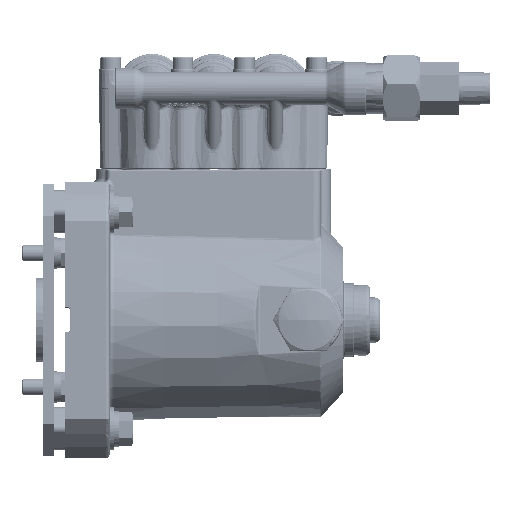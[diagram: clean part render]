
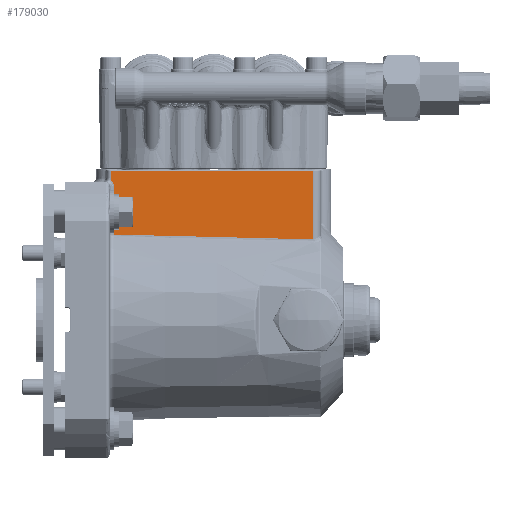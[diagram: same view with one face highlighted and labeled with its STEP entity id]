
A CAD part, front view. The second image highlights one B-rep face of the part: STEP entity #179030.
In plain terms, the highlighted planar face has unit normal (0, -1, 0).
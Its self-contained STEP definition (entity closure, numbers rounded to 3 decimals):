
#3633 = EDGE_CURVE ( 'NONE', #108367, #84320, #22332, .T. ) ;
#4876 = CARTESIAN_POINT ( 'NONE',  ( 0.914, -1.083, 2.617 ) ) ;
#6632 = CARTESIAN_POINT ( 'NONE',  ( 0.866, -1.083, 2.681 ) ) ;
#7336 = FACE_OUTER_BOUND ( 'NONE', #166845, .T. ) ;
#13812 = PLANE ( 'NONE',  #55513 ) ;
#19238 = EDGE_CURVE ( 'NONE', #84320, #65184, #77403, .T. ) ;
#20370 = CARTESIAN_POINT ( 'NONE',  ( 0.898, -1.083, 2.648 ) ) ;
#22332 = B_SPLINE_CURVE_WITH_KNOTS ( 'NONE', 3,
 ( #66090, #172889, #173562, #81571, #189005, #97051, #4876, #112420, #20370, #127828, #35841, #143239 ),
 .UNSPECIFIED., .F., .F.,
 ( 4, 2, 2, 2, 2, 4 ),
 ( 0., 0., 0.001, 0.002, 0.003, 0.004 ),
 .UNSPECIFIED. ) ;
#24620 = CARTESIAN_POINT ( 'NONE',  ( 0.866, -1.083, 2.854 ) ) ;
#29386 = DIRECTION ( 'NONE',  ( 0., 0., 1. ) ) ;
#35174 = CARTESIAN_POINT ( 'NONE',  ( 4.724, -1.083, 1.544 ) ) ;
#35841 = CARTESIAN_POINT ( 'NONE',  ( 0.875, -1.083, 2.674 ) ) ;
#42543 = ORIENTED_EDGE ( 'NONE', *, *, #158168, .F. ) ;
#53992 = VECTOR ( 'NONE', #167179, 39.37 ) ;
#55004 = ORIENTED_EDGE ( 'NONE', *, *, #184668, .F. ) ;
#55513 = AXIS2_PLACEMENT_3D ( 'NONE', #90558, #121395, #29386 ) ;
#64082 = CARTESIAN_POINT ( 'NONE',  ( 0.866, -1.083, -19685.039 ) ) ;
#64476 = VECTOR ( 'NONE', #87347, 39.37 ) ;
#65184 = VERTEX_POINT ( 'NONE', #24620 ) ;
#66022 = ORIENTED_EDGE ( 'NONE', *, *, #127531, .F. ) ;
#66076 = CARTESIAN_POINT ( 'NONE',  ( 2.192, -1.083, 1.606 ) ) ;
#66090 = CARTESIAN_POINT ( 'NONE',  ( 0.925, -1.083, 2.559 ) ) ;
#66807 = LINE ( 'NONE', #103054, #184616 ) ;
#68868 = CARTESIAN_POINT ( 'NONE',  ( 4.724, -1.083, 2.854 ) ) ;
#75918 = CARTESIAN_POINT ( 'NONE',  ( 0.925, -1.083, 2.638 ) ) ;
#77403 = LINE ( 'NONE', #64082, #159052 ) ;
#81571 = CARTESIAN_POINT ( 'NONE',  ( 0.923, -1.083, 2.582 ) ) ;
#84320 = VERTEX_POINT ( 'NONE', #6632 ) ;
#87347 = DIRECTION ( 'NONE',  ( 1., 0., 0. ) ) ;
#90558 = CARTESIAN_POINT ( 'NONE',  ( 0.787, -1.083, -19685.039 ) ) ;
#97051 = CARTESIAN_POINT ( 'NONE',  ( 0.918, -1.083, 2.605 ) ) ;
#97370 = CARTESIAN_POINT ( 'NONE',  ( 0.925, -1.083, 2.559 ) ) ;
#103054 = CARTESIAN_POINT ( 'NONE',  ( 4.724, -1.083, -19685.039 ) ) ;
#108367 = VERTEX_POINT ( 'NONE', #97370 ) ;
#112025 = EDGE_CURVE ( 'NONE', #129647, #170979, #127560, .T. ) ;
#112420 = CARTESIAN_POINT ( 'NONE',  ( 0.904, -1.083, 2.638 ) ) ;
#121395 = DIRECTION ( 'NONE',  ( 0., -1., 0. ) ) ;
#127135 = CARTESIAN_POINT ( 'NONE',  ( 3.458, -1.083, 1.575 ) ) ;
#127531 = EDGE_CURVE ( 'NONE', #170979, #108367, #176618, .T. ) ;
#127560 = B_SPLINE_CURVE_WITH_KNOTS ( 'NONE', 3,
 ( #35174, #127135, #66076, #173543 ),
 .UNSPECIFIED., .F., .F.,
 ( 4, 4 ),
 ( 0., 0.097 ),
 .UNSPECIFIED. ) ;
#127828 = CARTESIAN_POINT ( 'NONE',  ( 0.883, -1.083, 2.666 ) ) ;
#129647 = VERTEX_POINT ( 'NONE', #135816 ) ;
#135816 = CARTESIAN_POINT ( 'NONE',  ( 4.724, -1.083, 1.544 ) ) ;
#143239 = CARTESIAN_POINT ( 'NONE',  ( 0.866, -1.083, 2.681 ) ) ;
#149019 = CARTESIAN_POINT ( 'NONE',  ( 0.787, -1.083, 2.854 ) ) ;
#149469 = CARTESIAN_POINT ( 'NONE',  ( 0.925, -1.083, 1.636 ) ) ;
#150957 = LINE ( 'NONE', #149019, #64476 ) ;
#152410 = ORIENTED_EDGE ( 'NONE', *, *, #19238, .F. ) ;
#156080 = DIRECTION ( 'NONE',  ( 0., 0., 1. ) ) ;
#158168 = EDGE_CURVE ( 'NONE', #187793, #129647, #66807, .T. ) ;
#159052 = VECTOR ( 'NONE', #156080, 39.37 ) ;
#166845 = EDGE_LOOP ( 'NONE', ( #152410, #181973, #66022, #186474, #42543, #55004 ) ) ;
#167179 = DIRECTION ( 'NONE',  ( 0., 0., 1. ) ) ;
#170979 = VERTEX_POINT ( 'NONE', #149469 ) ;
#172889 = CARTESIAN_POINT ( 'NONE',  ( 0.925, -1.083, 2.565 ) ) ;
#173543 = CARTESIAN_POINT ( 'NONE',  ( 0.925, -1.083, 1.636 ) ) ;
#173562 = CARTESIAN_POINT ( 'NONE',  ( 0.925, -1.083, 2.571 ) ) ;
#176618 = LINE ( 'NONE', #75918, #53992 ) ;
#179030 = ADVANCED_FACE ( 'NONE', ( #7336 ), #13812, .T. ) ;
#181973 = ORIENTED_EDGE ( 'NONE', *, *, #3633, .F. ) ;
#184616 = VECTOR ( 'NONE', #194957, 39.37 ) ;
#184668 = EDGE_CURVE ( 'NONE', #65184, #187793, #150957, .T. ) ;
#186474 = ORIENTED_EDGE ( 'NONE', *, *, #112025, .F. ) ;
#187793 = VERTEX_POINT ( 'NONE', #68868 ) ;
#189005 = CARTESIAN_POINT ( 'NONE',  ( 0.922, -1.083, 2.588 ) ) ;
#194957 = DIRECTION ( 'NONE',  ( 0., 0., -1. ) ) ;
